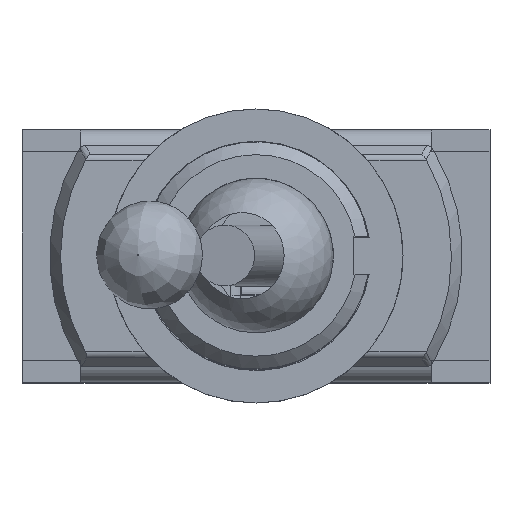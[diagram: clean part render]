
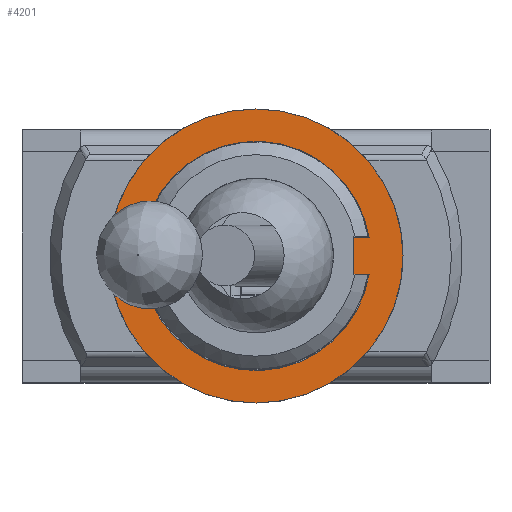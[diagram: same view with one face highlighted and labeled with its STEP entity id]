
A CAD part, top view. The second image highlights one B-rep face of the part: STEP entity #4201.
In plain terms, the highlighted planar face has unit normal (0, 0, 1).
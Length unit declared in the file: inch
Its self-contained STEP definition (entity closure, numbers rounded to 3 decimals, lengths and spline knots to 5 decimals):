
#68=FACE_BOUND('',#1581,.T.);
#127=PLANE('',#4587);
#422=LINE('',#6862,#856);
#429=LINE('',#6882,#863);
#431=LINE('',#6888,#865);
#856=VECTOR('',#5365,0.3937);
#863=VECTOR('',#5384,0.3937);
#865=VECTOR('',#5394,0.3937);
#1317=FACE_OUTER_BOUND('',#1580,.T.);
#1580=EDGE_LOOP('',(#3435));
#1581=EDGE_LOOP('',(#3436,#3437,#3438,#3439));
#1801=CIRCLE('',#4578,0.12244);
#1804=CIRCLE('',#4586,0.15709);
#2051=VERTEX_POINT('',#6859);
#2052=VERTEX_POINT('',#6861);
#2058=VERTEX_POINT('',#6879);
#2059=VERTEX_POINT('',#6881);
#2060=VERTEX_POINT('',#6895);
#2529=EDGE_CURVE('',#2052,#2051,#422,.T.);
#2539=EDGE_CURVE('',#2059,#2058,#429,.T.);
#2542=EDGE_CURVE('',#2058,#2052,#1801,.T.);
#2543=EDGE_CURVE('',#2051,#2059,#431,.T.);
#2546=EDGE_CURVE('',#2060,#2060,#1804,.T.);
#3435=ORIENTED_EDGE('',*,*,#2546,.F.);
#3436=ORIENTED_EDGE('',*,*,#2539,.T.);
#3437=ORIENTED_EDGE('',*,*,#2542,.T.);
#3438=ORIENTED_EDGE('',*,*,#2529,.T.);
#3439=ORIENTED_EDGE('',*,*,#2543,.T.);
#4201=ADVANCED_FACE('',(#1317,#68),#127,.F.);
#4578=AXIS2_PLACEMENT_3D('',#6886,#5390,#5391);
#4586=AXIS2_PLACEMENT_3D('',#6896,#5407,#5408);
#4587=AXIS2_PLACEMENT_3D('',#6898,#5410,#5411);
#5365=DIRECTION('',(-1.,0.,0.));
#5384=DIRECTION('',(1.,0.,0.));
#5390=DIRECTION('center_axis',(0.,0.,
-1.));
#5391=DIRECTION('ref_axis',(0.986,0.164,0.));
#5394=DIRECTION('',(0.,-1.,0.));
#5407=DIRECTION('center_axis',(0.,0.,
-1.));
#5408=DIRECTION('ref_axis',(1.,0.,0.));
#5410=DIRECTION('center_axis',(0.,0.,
-1.));
#5411=DIRECTION('ref_axis',(1.,0.,0.));
#6859=CARTESIAN_POINT('',(0.10374,0.02008,0.48512));
#6861=CARTESIAN_POINT('',(0.12078,0.02008,0.48512));
#6862=CARTESIAN_POINT('',(0.06039,0.02008,0.48512));
#6879=CARTESIAN_POINT('',(0.12078,-0.02008,0.48512));
#6881=CARTESIAN_POINT('',(0.10374,-0.02008,0.48512));
#6882=CARTESIAN_POINT('',(0.05187,-0.02008,0.48512));
#6886=CARTESIAN_POINT('Origin',(0.,0.,
0.48512));
#6888=CARTESIAN_POINT('',(0.10374,0.01004,0.48512));
#6895=CARTESIAN_POINT('',(-0.15709,0.,0.48512));
#6896=CARTESIAN_POINT('Origin',(0.,0.,
0.48512));
#6898=CARTESIAN_POINT('Origin',(0.,0.,
0.48512));
